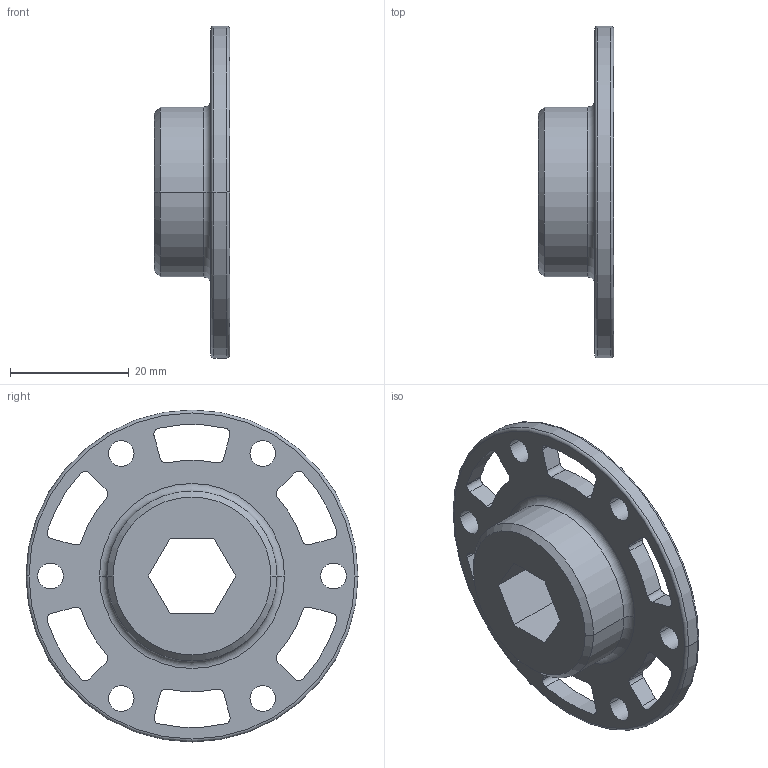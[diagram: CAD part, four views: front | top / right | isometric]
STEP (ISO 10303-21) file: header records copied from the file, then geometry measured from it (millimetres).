
FILE_DESCRIPTION (( 'STEP AP203' ), '1' );
FILE_NAME ('217-2592-001 Rev7.STEP', '2014-08-05T13:53:51', ( '' ), ( '' ), 'SwSTEP 2.0', 'SolidWorks 2014', '' );
FILE_SCHEMA (( 'CONFIG_CONTROL_DESIGN' ));
Length unit declared in the file: inch
Products named in the file (1): 217-2592-001 Rev7
Bounding box: 12.7 x 55.88 x 55.88 mm (x, y, z)
Volume: 10473.7 mm3; surface area: 6306.8 mm2
Topology: 1 solids, 1 shells, 87 faces, 244 edges, 160 vertices
Faces by surface type: cylinder 58, plane 21, torus 6, cone 2
Entity records: 2995 total; most frequent: DIRECTION 550, CARTESIAN_POINT 492, ORIENTED_EDGE 488, EDGE_CURVE 244, AXIS2_PLACEMENT_3D 218, VERTEX_POINT 160, CIRCLE 130, EDGE_LOOP 114
